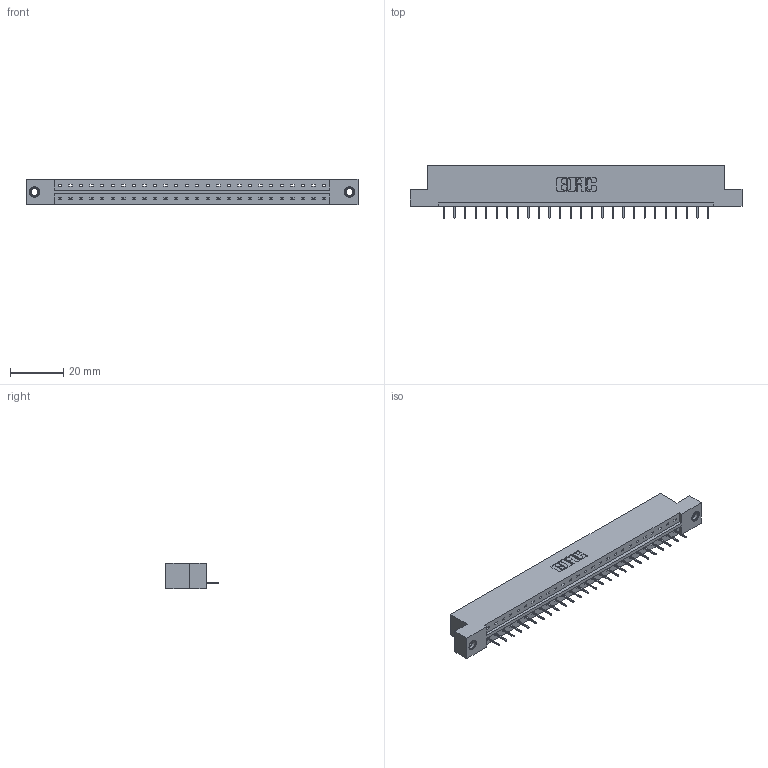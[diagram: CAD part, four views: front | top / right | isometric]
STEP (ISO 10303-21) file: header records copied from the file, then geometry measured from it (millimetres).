
FILE_DESCRIPTION (( 'STEP AP203' ), '1' );
FILE_NAME ('833-026-524-107.STEP', '2020-06-02T04:12:47', ( '' ), ( '' ), 'SwSTEP 2.0', 'SolidWorks 2020', '' );
FILE_SCHEMA (( 'CONFIG_CONTROL_DESIGN' ));
Length unit declared in the file: inch
Products named in the file (4): 833-026-524-107; 833 Part_Flush - .156 Dia - TI; 345-292-001_345-293-124; 345-250-001_345-250-005-103
Assembly tree (29 placements, depth 2):
  833-026-524-107
    833 Part_Flush - .156 Dia - TI
    345-292-001_345-293-124  x26
    345-250-001_345-250-005-103  x2
Bounding box: 124.56 x 19.69 x 9.4 mm (x, y, z)
Volume: 12280.6 mm3; surface area: 12867.2 mm2
Topology: 29 solids, 29 shells, 1786 faces, 5127 edges, 3306 vertices
Faces by surface type: plane 1350, cylinder 420, cone 12, torus 4
Entity records: 19224 total; most frequent: CARTESIAN_POINT 3299, ORIENTED_EDGE 3254, DIRECTION 2849, EDGE_CURVE 1627, VECTOR 1483, LINE 1483, VERTEX_POINT 1076, AXIS2_PLACEMENT_3D 683
